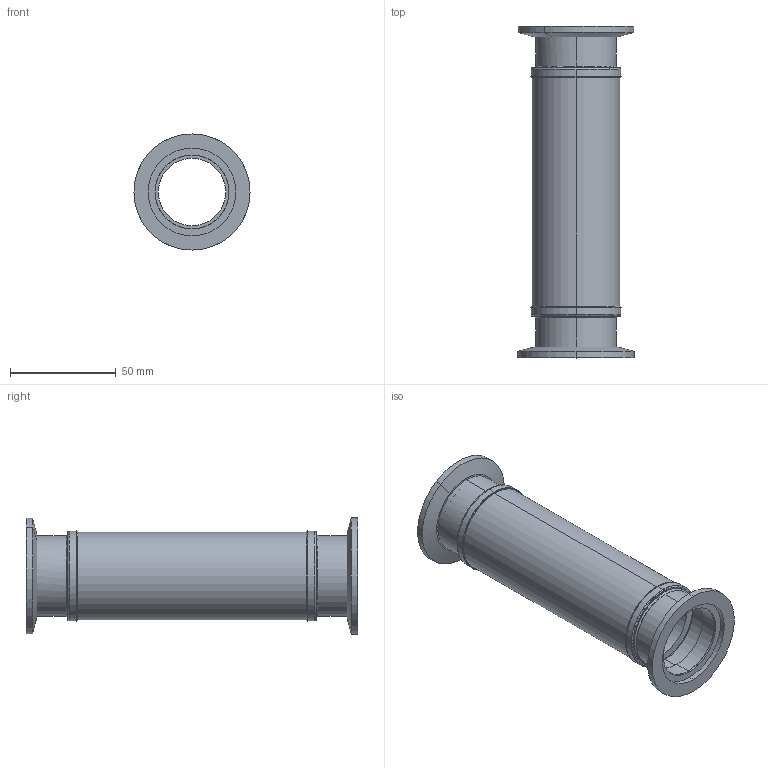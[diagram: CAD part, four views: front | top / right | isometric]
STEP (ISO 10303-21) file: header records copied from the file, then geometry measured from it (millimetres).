
FILE_DESCRIPTION (( 'STEP AP203' ), '1' );
FILE_NAME ('A0597-5-QF.STEP', '2011-10-05T19:40:49', ( '' ), ( '' ), 'SwSTEP 2.0', 'SolidWorks 2011', '' );
FILE_SCHEMA (( 'CONFIG_CONTROL_DESIGN' ));
Length unit declared in the file: inch
Products named in the file (1): A0597-5-QF
Bounding box: 54.86 x 156.69 x 54.86 mm (x, y, z)
Volume: 77230.9 mm3; surface area: 47044.8 mm2
Topology: 1 solids, 1 shells, 120 faces, 292 edges, 188 vertices
Faces by surface type: cylinder 40, bspline 32, cone 32, plane 16
Entity records: 4879 total; most frequent: CARTESIAN_POINT 1945, DIRECTION 658, ORIENTED_EDGE 584, AXIS2_PLACEMENT_3D 293, EDGE_CURVE 292, CIRCLE 204, VERTEX_POINT 188, EDGE_LOOP 136
